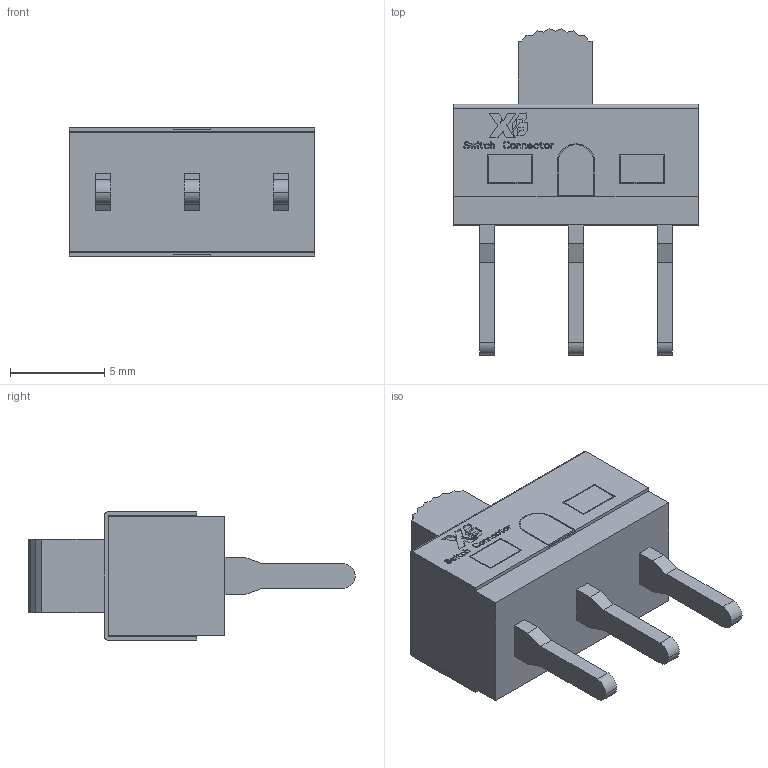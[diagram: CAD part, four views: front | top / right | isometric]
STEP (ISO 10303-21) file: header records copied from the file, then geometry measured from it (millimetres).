
FILE_DESCRIPTION(('STEP AP214'),'1');
FILE_NAME('xb-ss-12d10l5.stp','2022-10-19T17:00:20',('TraceParts'),('TraceParts S.A.'),'Spatial InterOp 3D',' ',' ');
FILE_SCHEMA(('AUTOMOTIVE_DESIGN { 1 0 10303 214 1 1 1 1 }'));
Length unit declared in the file: millimetre
Products named in the file (1): xb-ss-12d10l5_1
Bounding box: 13 x 17.3 x 6.8 mm (x, y, z)
Volume: 631.2 mm3; surface area: 953.5 mm2
Topology: 4 solids, 4 shells, 642 faces, 1811 edges, 1206 vertices
Faces by surface type: plane 619, cylinder 23
Entity records: 20392 total; most frequent: CARTESIAN_POINT 3663, ORIENTED_EDGE 3622, DIRECTION 3149, EDGE_CURVE 1811, LINE 1765, VECTOR 1765, VERTEX_POINT 1206, AXIS2_PLACEMENT_3D 692
